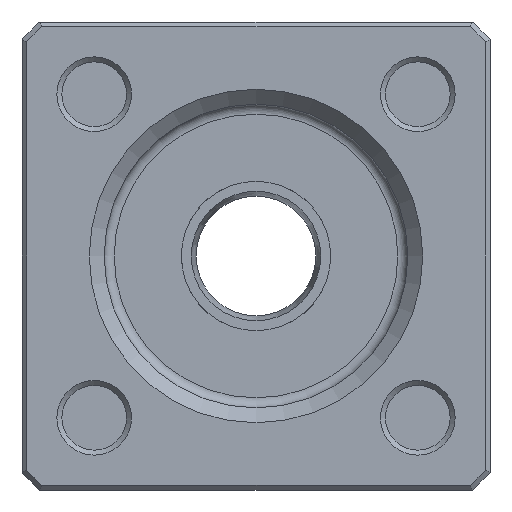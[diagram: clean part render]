
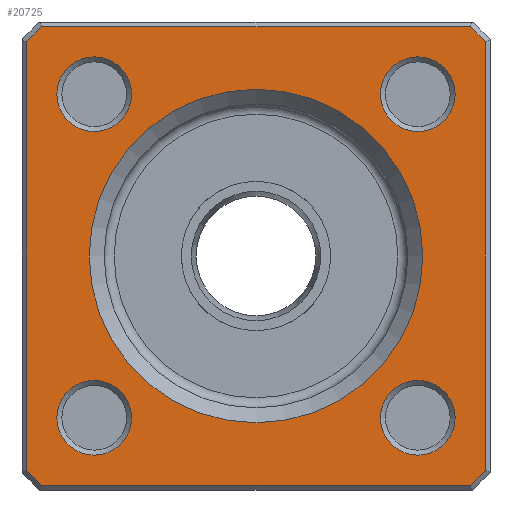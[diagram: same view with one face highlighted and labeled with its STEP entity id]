
A CAD part, front view. The second image highlights one B-rep face of the part: STEP entity #20725.
In plain terms, the highlighted planar face has unit normal (0, -1, 0).
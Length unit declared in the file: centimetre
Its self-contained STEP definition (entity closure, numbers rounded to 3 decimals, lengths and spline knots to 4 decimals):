
#195=CIRCLE($,#21234,0.375);
#198=CIRCLE($,#21239,0.375);
#201=CIRCLE($,#21244,0.375);
#204=CIRCLE($,#21249,0.375);
#208=CIRCLE($,#21256,1.675);
#367=CIRCLE($,#21524,3.15);
#369=CIRCLE($,#21527,3.15);
#370=CIRCLE($,#21529,3.15);
#371=CIRCLE($,#21531,3.15);
#791=FACE_BOUND($,#3544,.T.);
#792=FACE_BOUND($,#3545,.T.);
#793=FACE_BOUND($,#3546,.T.);
#794=FACE_BOUND($,#3547,.T.);
#795=FACE_BOUND($,#3548,.T.);
#1098=PLANE($,#21535);
#2194=FACE_OUTER_BOUND($,#3543,.T.);
#3543=EDGE_LOOP($,(#18019,#18020,#18021,#18022,#18023,#18024,#18025,#18026));
#3544=EDGE_LOOP($,(#18027));
#3545=EDGE_LOOP($,(#18028));
#3546=EDGE_LOOP($,(#18029));
#3547=EDGE_LOOP($,(#18030));
#3548=EDGE_LOOP($,(#18031));
#4989=LINE($,#41628,#6264);
#4990=LINE($,#41634,#6265);
#4991=LINE($,#41640,#6266);
#4993=LINE($,#41648,#6268);
#6264=VECTOR($,#23948,4.3046);
#6265=VECTOR($,#23955,4.3046);
#6266=VECTOR($,#23962,4.3046);
#6268=VECTOR($,#23970,4.3046);
#9386=VERTEX_POINT($,#40663);
#9389=VERTEX_POINT($,#40671);
#9392=VERTEX_POINT($,#40679);
#9395=VERTEX_POINT($,#40687);
#9399=VERTEX_POINT($,#40698);
#9595=VERTEX_POINT($,#41626);
#9596=VERTEX_POINT($,#41627);
#9597=VERTEX_POINT($,#41632);
#9598=VERTEX_POINT($,#41633);
#9599=VERTEX_POINT($,#41638);
#9600=VERTEX_POINT($,#41639);
#9602=VERTEX_POINT($,#41646);
#9603=VERTEX_POINT($,#41647);
#12214=EDGE_CURVE($,#9386,#9386,#195,.T.);
#12217=EDGE_CURVE($,#9389,#9389,#198,.T.);
#12220=EDGE_CURVE($,#9392,#9392,#201,.T.);
#12223=EDGE_CURVE($,#9395,#9395,#204,.T.);
#12227=EDGE_CURVE($,#9399,#9399,#208,.T.);
#12463=EDGE_CURVE($,#9595,#9596,#4989,.T.);
#12466=EDGE_CURVE($,#9597,#9598,#4990,.T.);
#12469=EDGE_CURVE($,#9599,#9600,#4991,.T.);
#12473=EDGE_CURVE($,#9602,#9603,#4993,.T.);
#12478=EDGE_CURVE($,#9600,#9602,#367,.T.);
#12480=EDGE_CURVE($,#9603,#9597,#369,.T.);
#12481=EDGE_CURVE($,#9596,#9599,#370,.T.);
#12482=EDGE_CURVE($,#9598,#9595,#371,.T.);
#18019=ORIENTED_EDGE($,*,*,#12473,.F.);
#18020=ORIENTED_EDGE($,*,*,#12478,.F.);
#18021=ORIENTED_EDGE($,*,*,#12469,.F.);
#18022=ORIENTED_EDGE($,*,*,#12481,.F.);
#18023=ORIENTED_EDGE($,*,*,#12463,.F.);
#18024=ORIENTED_EDGE($,*,*,#12482,.F.);
#18025=ORIENTED_EDGE($,*,*,#12466,.F.);
#18026=ORIENTED_EDGE($,*,*,#12480,.F.);
#18027=ORIENTED_EDGE($,*,*,#12223,.F.);
#18028=ORIENTED_EDGE($,*,*,#12217,.F.);
#18029=ORIENTED_EDGE($,*,*,#12214,.F.);
#18030=ORIENTED_EDGE($,*,*,#12220,.F.);
#18031=ORIENTED_EDGE($,*,*,#12227,.F.);
#20725=ADVANCED_FACE($,(#2194,#791,#792,#793,#794,#795),#1098,.F.);
#21234=AXIS2_PLACEMENT_3D($,#40664,#23353,#23354);
#21239=AXIS2_PLACEMENT_3D($,#40672,#23363,#23364);
#21244=AXIS2_PLACEMENT_3D($,#40680,#23373,#23374);
#21249=AXIS2_PLACEMENT_3D($,#40688,#23383,#23384);
#21256=AXIS2_PLACEMENT_3D($,#40699,#23397,#23398);
#21524=AXIS2_PLACEMENT_3D($,#41656,#23980,#23981);
#21527=AXIS2_PLACEMENT_3D($,#41659,#23986,#23987);
#21529=AXIS2_PLACEMENT_3D($,#41661,#23990,#23991);
#21531=AXIS2_PLACEMENT_3D($,#41663,#23994,#23995);
#21535=AXIS2_PLACEMENT_3D($,#41670,#24005,#24006);
#23353=DIRECTION('center_axis',(0.,-1.,0.));
#23354=DIRECTION('ref_axis',(0.,0.,-1.));
#23363=DIRECTION('center_axis',(0.,-1.,0.));
#23364=DIRECTION('ref_axis',(0.,0.,-1.));
#23373=DIRECTION('center_axis',(0.,-1.,0.));
#23374=DIRECTION('ref_axis',(0.,0.,-1.));
#23383=DIRECTION('center_axis',(0.,-1.,0.));
#23384=DIRECTION('ref_axis',(0.,0.,-1.));
#23397=DIRECTION('center_axis',(0.,-1.,0.));
#23398=DIRECTION('ref_axis',(0.,0.,-1.));
#23948=DIRECTION($,(1.,0.,0.));
#23955=DIRECTION($,(0.,0.,1.));
#23962=DIRECTION($,(0.,0.,-1.));
#23970=DIRECTION($,(-1.,0.,0.));
#23980=DIRECTION('center_axis',(0.,1.,0.));
#23981=DIRECTION('ref_axis',(1.,0.,0.));
#23986=DIRECTION('center_axis',(0.,1.,0.));
#23987=DIRECTION('ref_axis',(-1.,0.,0.));
#23990=DIRECTION('center_axis',(0.,1.,0.));
#23991=DIRECTION('ref_axis',(1.,0.,0.));
#23994=DIRECTION('center_axis',(0.,1.,0.));
#23995=DIRECTION('ref_axis',(-1.,0.,0.));
#24005=DIRECTION('center_axis',(0.,1.,0.));
#24006=DIRECTION('ref_axis',(0.,0.,1.));
#40663=CARTESIAN_POINT('',(26.4637,8.588,-1.25));
#40664=CARTESIAN_POINT('Origin',(26.4637,8.588,-1.625));
#40671=CARTESIAN_POINT('',(26.4637,8.588,2.));
#40672=CARTESIAN_POINT('Origin',(26.4637,8.588,1.625));
#40679=CARTESIAN_POINT('',(29.7137,8.588,-1.25));
#40680=CARTESIAN_POINT('Origin',(29.7137,8.588,-1.625));
#40687=CARTESIAN_POINT('',(29.7137,8.588,2.));
#40688=CARTESIAN_POINT('Origin',(29.7137,8.588,1.625));
#40698=CARTESIAN_POINT('',(28.0887,8.588,1.675));
#40699=CARTESIAN_POINT('Origin',(28.0887,8.588,0.));
#41626=CARTESIAN_POINT('',(25.9364,8.588,2.3));
#41627=CARTESIAN_POINT('',(30.2411,8.588,2.3));
#41628=CARTESIAN_POINT($,(25.9364,8.588,2.3));
#41632=CARTESIAN_POINT('',(25.7887,8.588,-2.1523));
#41633=CARTESIAN_POINT('',(25.7887,8.588,2.1523));
#41634=CARTESIAN_POINT($,(25.7887,8.588,-2.1523));
#41638=CARTESIAN_POINT('',(30.3887,8.588,2.1523));
#41639=CARTESIAN_POINT('',(30.3887,8.588,-2.1523));
#41640=CARTESIAN_POINT($,(30.3887,8.588,2.1523));
#41646=CARTESIAN_POINT('',(30.2411,8.588,-2.3));
#41647=CARTESIAN_POINT('',(25.9364,8.588,-2.3));
#41648=CARTESIAN_POINT($,(30.2411,8.588,-2.3));
#41656=CARTESIAN_POINT('Origin',(28.0887,8.588,0.));
#41659=CARTESIAN_POINT('Origin',(28.0887,8.588,0.));
#41661=CARTESIAN_POINT('Origin',(28.0887,8.588,0.));
#41663=CARTESIAN_POINT('Origin',(28.0887,8.588,0.));
#41670=CARTESIAN_POINT('Origin',(25.7387,8.588,2.35));
